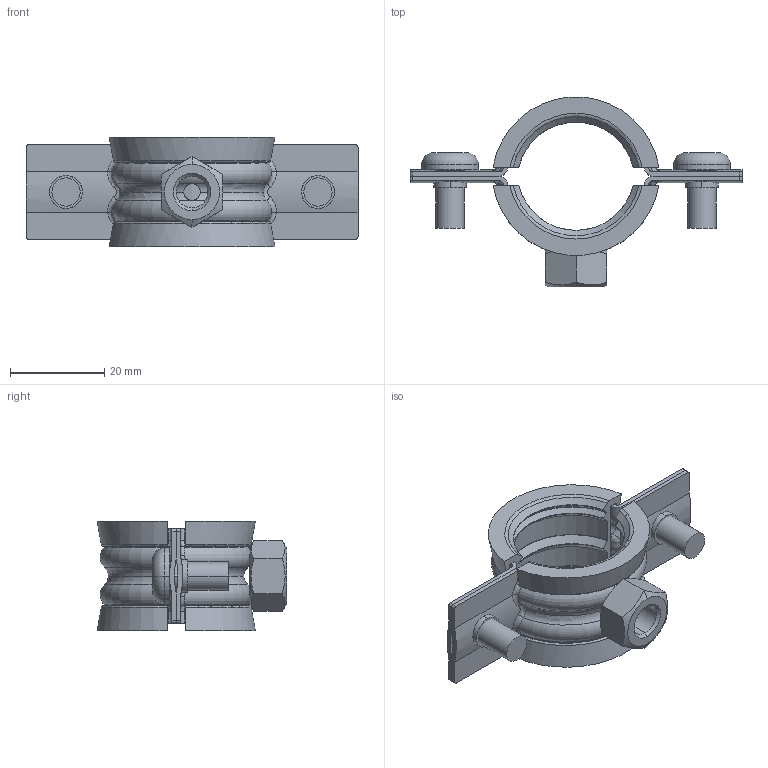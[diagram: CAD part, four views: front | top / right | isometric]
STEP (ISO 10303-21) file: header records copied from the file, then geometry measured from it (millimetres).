
FILE_DESCRIPTION (( 'STEP AP203' ), '1' );
FILE_NAME ('ET-MP40D-SK-025-02-130.STEP', '2024-04-05T11:13:16', ( '' ), ( '' ), 'SwSTEP 2.0', 'SolidWorks 2022', '' );
FILE_SCHEMA (( 'CONFIG_CONTROL_DESIGN' ));
Length unit declared in the file: millimetre
Products named in the file (1): ET-MP40D-SK-025-02-130
Bounding box: 70.5 x 40.28 x 23.2 mm (x, y, z)
Volume: 9302.1 mm3; surface area: 15886.2 mm2
Topology: 7 solids, 7 shells, 351 faces, 923 edges, 590 vertices
Faces by surface type: torus 92, plane 86, cylinder 73, bspline 64, cone 36
Entity records: 14617 total; most frequent: CARTESIAN_POINT 6601, ORIENTED_EDGE 1846, DIRECTION 1428, EDGE_CURVE 923, VERTEX_POINT 590, AXIS2_PLACEMENT_3D 587, B_SPLINE_CURVE_WITH_KNOTS 370, EDGE_LOOP 367
